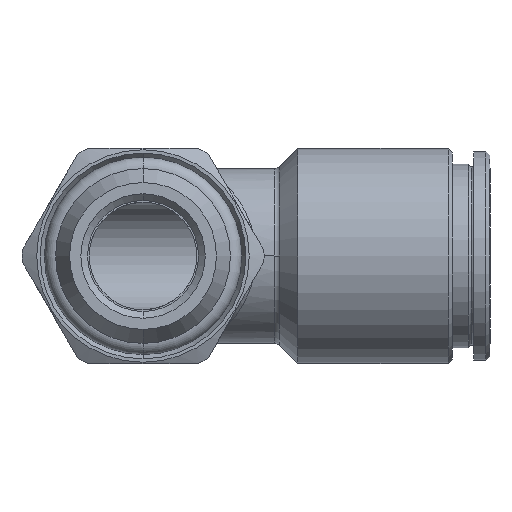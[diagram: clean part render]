
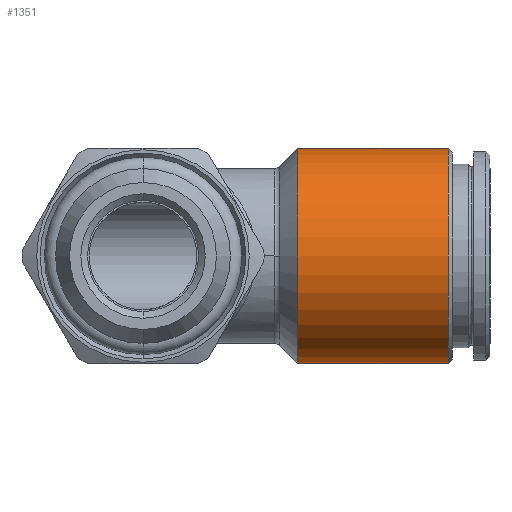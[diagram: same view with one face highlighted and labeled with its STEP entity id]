
A CAD part, front view. The second image highlights one B-rep face of the part: STEP entity #1351.
In plain terms, the highlighted cylindrical face has radius 8 mm (diameter 16 mm), a partial arc.
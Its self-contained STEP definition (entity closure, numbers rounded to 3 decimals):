
#467 = CARTESIAN_POINT ( 'NONE',  ( 11.5, 0., 8. ) ) ;
#475 = LINE ( 'NONE', #491, #490 ) ;
#489 = DIRECTION ( 'NONE',  ( -1., 0., 0. ) ) ;
#490 = VECTOR ( 'NONE', #489, 1000. ) ;
#491 = CARTESIAN_POINT ( 'NONE',  ( -1.358, 0., 8. ) ) ;
#522 = LINE ( 'NONE', #536, #535 ) ;
#531 = CARTESIAN_POINT ( 'NONE',  ( 22.7, 0., -8. ) ) ;
#532 = CARTESIAN_POINT ( 'NONE',  ( 11.5, 0., -8. ) ) ;
#534 = DIRECTION ( 'NONE',  ( -1., 0., 0. ) ) ;
#535 = VECTOR ( 'NONE', #534, 1000. ) ;
#536 = CARTESIAN_POINT ( 'NONE',  ( -1.358, 0., -8. ) ) ;
#721 = CARTESIAN_POINT ( 'NONE',  ( 22.7, 0., 8. ) ) ;
#1291 = EDGE_CURVE ( 'NONE', #1718, #1714, #3333, .T. ) ;
#1351 = ADVANCED_FACE ( 'NONE', ( #3428 ), #3447, .T. ) ;
#1385 = ORIENTED_EDGE ( 'NONE', *, *, #1719, .F. ) ;
#1386 = ORIENTED_EDGE ( 'NONE', *, *, #1387, .T. ) ;
#1387 = EDGE_CURVE ( 'NONE', #1715, #1820, #3497, .T. ) ;
#1388 = ORIENTED_EDGE ( 'NONE', *, *, #1729, .T. ) ;
#1411 = ORIENTED_EDGE ( 'NONE', *, *, #1291, .T. ) ;
#1427 = EDGE_LOOP ( 'NONE', ( #1385, #1386, #1388, #1411 ) ) ;
#1714 = VERTEX_POINT ( 'NONE', #532 ) ;
#1715 = VERTEX_POINT ( 'NONE', #531 ) ;
#1718 = VERTEX_POINT ( 'NONE', #467 ) ;
#1719 = EDGE_CURVE ( 'NONE', #1715, #1714, #522, .T. ) ;
#1729 = EDGE_CURVE ( 'NONE', #1820, #1718, #475, .T. ) ;
#1820 = VERTEX_POINT ( 'NONE', #721 ) ;
#3333 = CIRCLE ( 'NONE', #3362, 8. ) ;
#3351 = DIRECTION ( 'NONE',  ( 0., 0., -1. ) ) ;
#3352 = DIRECTION ( 'NONE',  ( 1., 0., 0. ) ) ;
#3353 = CARTESIAN_POINT ( 'NONE',  ( 11.5, 0., 0. ) ) ;
#3362 = AXIS2_PLACEMENT_3D ( 'NONE', #3353, #3352, #3351 ) ;
#3424 = DIRECTION ( 'NONE',  ( 0., 0., 1. ) ) ;
#3425 = DIRECTION ( 'NONE',  ( -1., 0., 0. ) ) ;
#3426 = CARTESIAN_POINT ( 'NONE',  ( -1.358, 0., 0. ) ) ;
#3427 = AXIS2_PLACEMENT_3D ( 'NONE', #3426, #3425, #3424 ) ;
#3428 = FACE_OUTER_BOUND ( 'NONE', #1427, .T. ) ;
#3447 = CYLINDRICAL_SURFACE ( 'NONE', #3427, 8. ) ;
#3482 = DIRECTION ( 'NONE',  ( 0., 0., 1. ) ) ;
#3483 = DIRECTION ( 'NONE',  ( -1., 0., 0. ) ) ;
#3497 = CIRCLE ( 'NONE', #3500, 8. ) ;
#3499 = CARTESIAN_POINT ( 'NONE',  ( 22.7, 0., 0. ) ) ;
#3500 = AXIS2_PLACEMENT_3D ( 'NONE', #3499, #3483, #3482 ) ;
